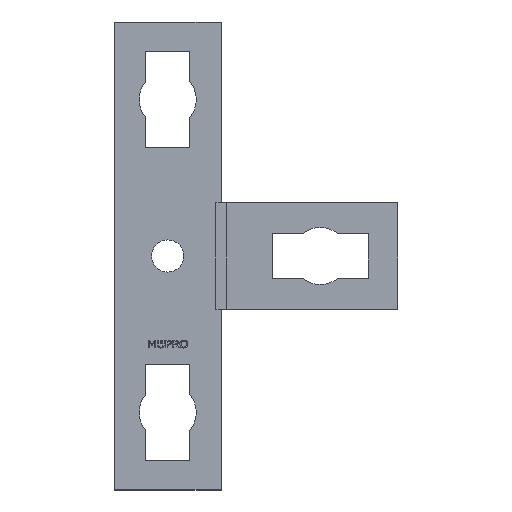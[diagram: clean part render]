
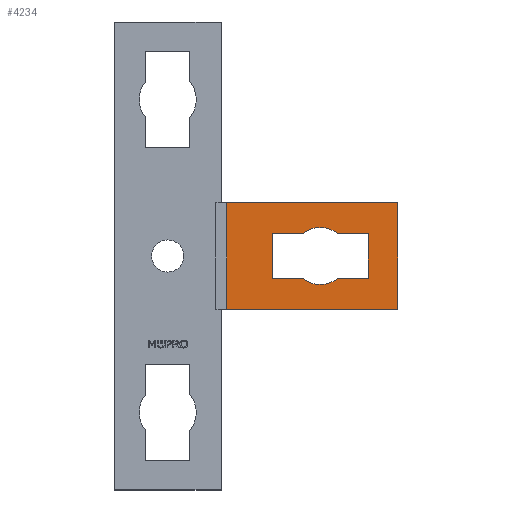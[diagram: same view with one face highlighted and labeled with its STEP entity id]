
A CAD part, top view. The second image highlights one B-rep face of the part: STEP entity #4234.
In plain terms, the highlighted planar face has unit normal (0, 0, 1).
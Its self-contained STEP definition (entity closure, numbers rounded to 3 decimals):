
#4111=CARTESIAN_POINT('',(2.,-20.,4.0));
#4112=VERTEX_POINT('',#4111);
#4119=CARTESIAN_POINT('',(2.,20.,4.0));
#4120=VERTEX_POINT('',#4119);
#4121=CARTESIAN_POINT('',(2.,-20.,4.0));
#4122=DIRECTION('',(0.0,1.0,0.0));
#4123=VECTOR('',#4122,40.);
#4124=LINE('',#4121,#4123);
#4125=EDGE_CURVE('',#4112,#4120,#4124,.T.);
#4136=CARTESIAN_POINT('',(33.,0.,4.0));
#4137=DIRECTION('',(0.0,0.0,1.0));
#4138=DIRECTION('',(1.0,0.0,0.0));
#4139=AXIS2_PLACEMENT_3D('',#4136,#4137,#4138);
#4140=PLANE('',#4139);
#4141=ORIENTED_EDGE('',*,*,#4125,.F.);
#4142=CARTESIAN_POINT('',(66.0,-20.0,4.0));
#4143=VERTEX_POINT('',#4142);
#4144=CARTESIAN_POINT('',(66.0,-20.0,4.0));
#4145=DIRECTION('',(-1.0,0.0,0.0));
#4146=VECTOR('',#4145,64.0);
#4147=LINE('',#4144,#4146);
#4148=EDGE_CURVE('',#4143,#4112,#4147,.T.);
#4149=ORIENTED_EDGE('',*,*,#4148,.F.);
#4150=CARTESIAN_POINT('',(66.0,20.0,4.0));
#4151=VERTEX_POINT('',#4150);
#4152=CARTESIAN_POINT('',(66.0,20.0,4.0));
#4153=DIRECTION('',(0.0,-1.0,0.0));
#4154=VECTOR('',#4153,40.0);
#4155=LINE('',#4152,#4154);
#4156=EDGE_CURVE('',#4151,#4143,#4155,.T.);
#4157=ORIENTED_EDGE('',*,*,#4156,.F.);
#4158=CARTESIAN_POINT('',(2.,20.,4.0));
#4159=DIRECTION('',(1.0,0.0,0.0));
#4160=VECTOR('',#4159,64.0);
#4161=LINE('',#4158,#4160);
#4162=EDGE_CURVE('',#4120,#4151,#4161,.T.);
#4163=ORIENTED_EDGE('',*,*,#4162,.F.);
#4164=EDGE_LOOP('',(#4141,#4149,#4157,#4163));
#4165=FACE_OUTER_BOUND('',#4164,.T.);
#4166=CARTESIAN_POINT('',(19.,-8.25,4.0));
#4167=VERTEX_POINT('',#4166);
#4168=CARTESIAN_POINT('',(19.,8.25,4.0));
#4169=VERTEX_POINT('',#4168);
#4170=CARTESIAN_POINT('',(19.,-8.25,4.0));
#4171=DIRECTION('',(0.0,1.0,0.0));
#4172=VECTOR('',#4171,16.5);
#4173=LINE('',#4170,#4172);
#4174=EDGE_CURVE('',#4167,#4169,#4173,.T.);
#4175=ORIENTED_EDGE('',*,*,#4174,.T.);
#4176=CARTESIAN_POINT('',(30.265,8.25,4.0));
#4177=VERTEX_POINT('',#4176);
#4178=CARTESIAN_POINT('',(19.,8.25,4.0));
#4179=DIRECTION('',(1.0,0.0,0.0));
#4180=VECTOR('',#4179,11.265);
#4181=LINE('',#4178,#4180);
#4182=EDGE_CURVE('',#4169,#4177,#4181,.T.);
#4183=ORIENTED_EDGE('',*,*,#4182,.T.);
#4184=CARTESIAN_POINT('',(43.735,8.25,4.0));
#4185=VERTEX_POINT('',#4184);
#4186=CARTESIAN_POINT('',(37.,0.0,4.0));
#4187=DIRECTION('',(0.0,0.0,-1.0));
#4188=DIRECTION('',(-0.632,-0.775,0.0));
#4189=AXIS2_PLACEMENT_3D('',#4186,#4187,#4188);
#4190=CIRCLE('',#4189,10.65);
#4191=EDGE_CURVE('',#4177,#4185,#4190,.T.);
#4192=ORIENTED_EDGE('',*,*,#4191,.T.);
#4193=CARTESIAN_POINT('',(55.,8.25,4.0));
#4194=VERTEX_POINT('',#4193);
#4195=CARTESIAN_POINT('',(43.735,8.25,4.0));
#4196=DIRECTION('',(1.0,0.0,0.0));
#4197=VECTOR('',#4196,11.265);
#4198=LINE('',#4195,#4197);
#4199=EDGE_CURVE('',#4185,#4194,#4198,.T.);
#4200=ORIENTED_EDGE('',*,*,#4199,.T.);
#4201=CARTESIAN_POINT('',(55.0,-8.25,4.0));
#4202=VERTEX_POINT('',#4201);
#4203=CARTESIAN_POINT('',(55.,8.25,4.0));
#4204=DIRECTION('',(0.0,-1.0,0.0));
#4205=VECTOR('',#4204,16.5);
#4206=LINE('',#4203,#4205);
#4207=EDGE_CURVE('',#4194,#4202,#4206,.T.);
#4208=ORIENTED_EDGE('',*,*,#4207,.T.);
#4209=CARTESIAN_POINT('',(43.735,-8.25,4.0));
#4210=VERTEX_POINT('',#4209);
#4211=CARTESIAN_POINT('',(55.0,-8.25,4.0));
#4212=DIRECTION('',(-1.0,0.0,0.0));
#4213=VECTOR('',#4212,11.265);
#4214=LINE('',#4211,#4213);
#4215=EDGE_CURVE('',#4202,#4210,#4214,.T.);
#4216=ORIENTED_EDGE('',*,*,#4215,.T.);
#4217=CARTESIAN_POINT('',(30.265,-8.25,4.0));
#4218=VERTEX_POINT('',#4217);
#4219=CARTESIAN_POINT('',(37.,0.0,4.0));
#4220=DIRECTION('',(0.0,0.0,-1.0));
#4221=DIRECTION('',(0.632,0.775,0.0));
#4222=AXIS2_PLACEMENT_3D('',#4219,#4220,#4221);
#4223=CIRCLE('',#4222,10.65);
#4224=EDGE_CURVE('',#4210,#4218,#4223,.T.);
#4225=ORIENTED_EDGE('',*,*,#4224,.T.);
#4226=CARTESIAN_POINT('',(30.265,-8.25,4.0));
#4227=DIRECTION('',(-1.0,0.0,0.0));
#4228=VECTOR('',#4227,11.265);
#4229=LINE('',#4226,#4228);
#4230=EDGE_CURVE('',#4218,#4167,#4229,.T.);
#4231=ORIENTED_EDGE('',*,*,#4230,.T.);
#4232=EDGE_LOOP('',(#4175,#4183,#4192,#4200,#4208,#4216,#4225,#4231));
#4233=FACE_BOUND('',#4232,.T.);
#4234=ADVANCED_FACE('',(#4165,#4233),#4140,.T.);
